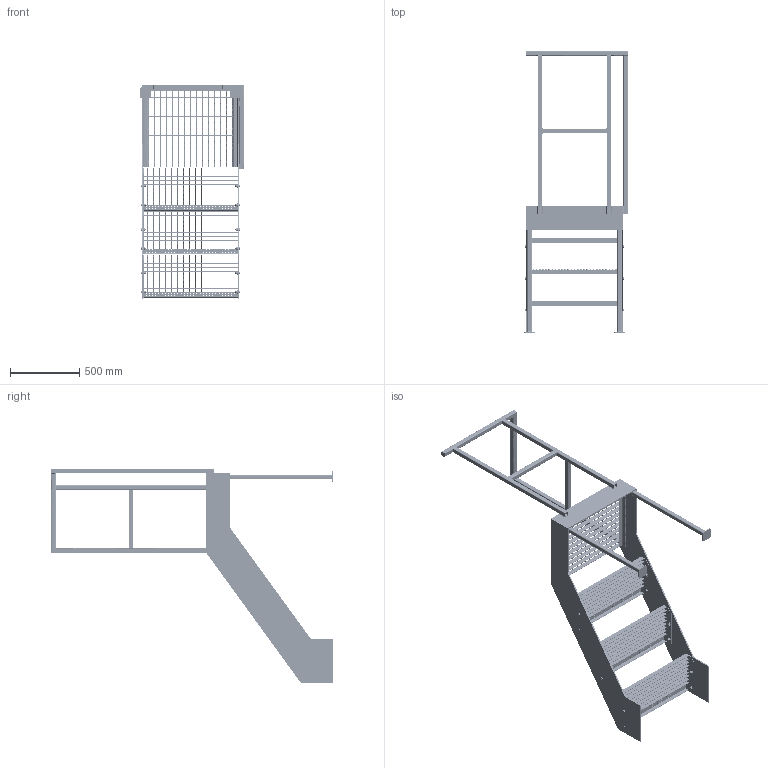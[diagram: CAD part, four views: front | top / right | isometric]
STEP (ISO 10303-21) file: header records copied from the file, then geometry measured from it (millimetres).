
FILE_DESCRIPTION(('FreeCAD Model'),'2;1');
FILE_NAME('Open CASCADE Shape Model','2025-05-02T01:25:37',('FreeCAD'),( 'FreeCAD'),'Open CASCADE STEP processor 7.6','FreeCAD','Unknown');
FILE_SCHEMA(('AUTOMOTIVE_DESIGN { 1 0 10303 214 1 1 1 1 }'));
Products named in the file (1): Open CASCADE STEP translator 7.6 1
Bounding box: 752.77 x 2036.37 x 1553.59 mm (x, y, z)
Volume: 15723591.1 mm3; surface area: 7339825.5 mm2
Topology: 138 solids, 138 shells, 3977 faces, 12675 edges, 7914 vertices
Faces by surface type: bspline 3977
Entity records: 139181 total; most frequent: CARTESIAN_POINT 67423, ORIENTED_EDGE 25342, EDGE_CURVE 12671, B_SPLINE_CURVE_WITH_KNOTS 9277, VERTEX_POINT 7914, FACE_BOUND 4639, EDGE_LOOP 4639, ADVANCED_FACE 3977
